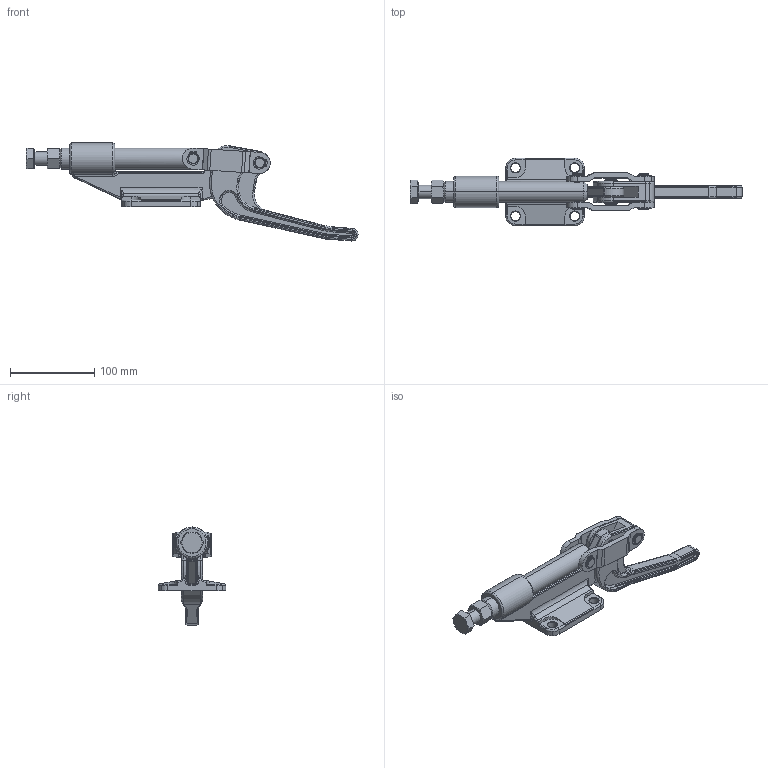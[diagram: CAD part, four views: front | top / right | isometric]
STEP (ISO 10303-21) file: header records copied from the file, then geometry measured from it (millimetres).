
FILE_DESCRIPTION((''),'2;1');
FILE_NAME('319-opened.stp','2005-09-28T08:38:42',('Kysilko'),(''),'Autodesk Inventor 8','Autodesk Inventor 8','');
FILE_SCHEMA(('AUTOMOTIVE_DESIGN { 1 0 10303 214 1 1 1 1 }'));
Length unit declared in the file: millimetre
Products named in the file (1): Part11
Bounding box: 393.07 x 80 x 116.03 mm (x, y, z)
Volume: 395094.3 mm3; surface area: 91225.7 mm2
Topology: 1 solids, 3 shells, 700 faces, 1812 edges, 1127 vertices
Faces by surface type: cylinder 328, plane 176, bspline 82, torus 70, cone 44
Entity records: 24313 total; most frequent: CARTESIAN_POINT 6948, DIRECTION 3844, ORIENTED_EDGE 3618, EDGE_CURVE 1809, AXIS2_PLACEMENT_3D 1542, VERTEX_POINT 1127, CIRCLE 841, VECTOR 760
